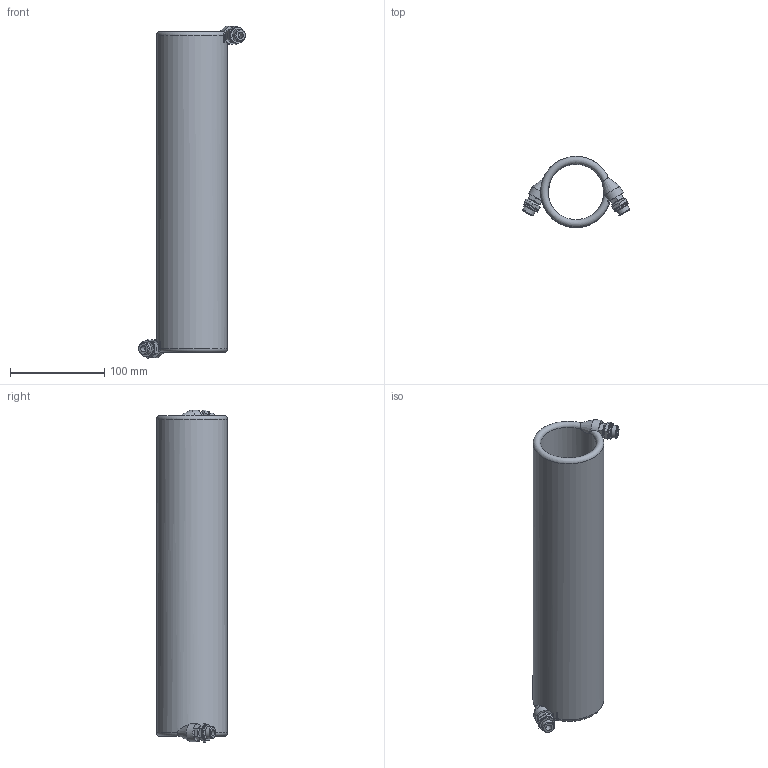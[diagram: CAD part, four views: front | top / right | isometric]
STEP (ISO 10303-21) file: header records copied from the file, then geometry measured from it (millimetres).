
FILE_DESCRIPTION(/* description */ ('STEP AP214'),/* implementation_level */ '2;1');
FILE_NAME(/* name */ '19796_PPS-6-75-1_4-BL',/* time_stamp */ '2024-09-12T18:55:31+02:00',/* author */ ('License CC BY-ND 4.0'),/* organization */ ('CADENAS'),/* preprocessor_version */ 'ST-DEVELOPER v19.3',/* originating_system */ 'PARTsolutions',/* authorisation */ ' ');
FILE_SCHEMA (('AUTOMOTIVE_DESIGN {1 0 10303 214 3 1 1}'));
Length unit declared in the file: millimetre
Products named in the file (1): 19796 PPS-6-7,5-1/4-BL
Bounding box: 113.61 x 74.92 x 351.68 mm (x, y, z)
Volume: 578308.3 mm3; surface area: 149281.5 mm2
Topology: 1 solids, 1 shells, 108 faces, 275 edges, 175 vertices
Faces by surface type: plane 68, cone 22, cylinder 14, torus 4
Full cylindrical faces by diameter (mm): 6.35 x2, 13.157 x2, 16.8 x2, 17 x2, 59.1 x1, 75 x1
Entity records: 4032 total; most frequent: CARTESIAN_POINT 849, ORIENTED_EDGE 500, DIRECTION 462, EDGE_CURVE 250, AXIS2_PLACEMENT_3D 183, VERTEX_POINT 170, EDGE_LOOP 136, FACE_BOUND 136
